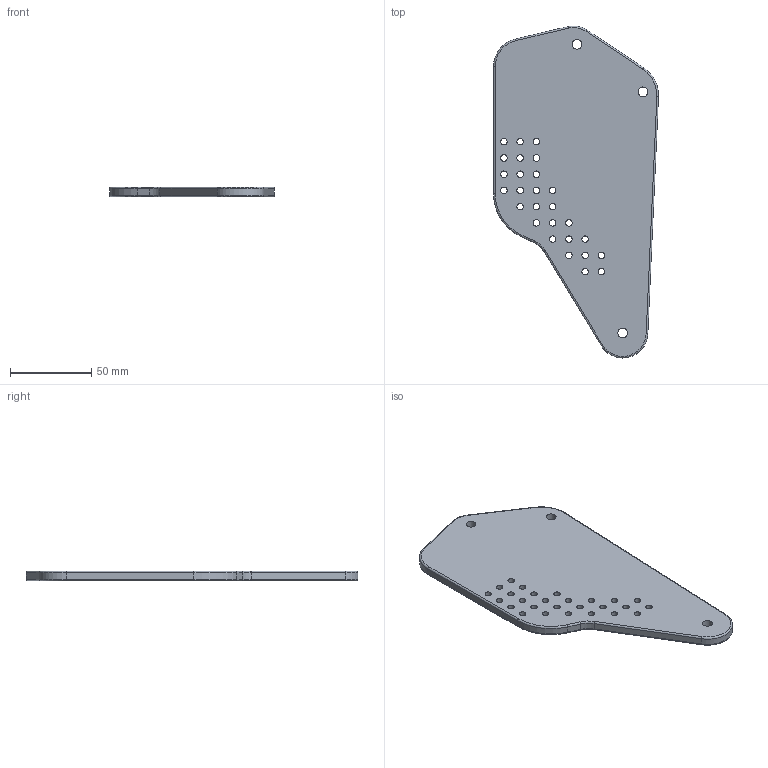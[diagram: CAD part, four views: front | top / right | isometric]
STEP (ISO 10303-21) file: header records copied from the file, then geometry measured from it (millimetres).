
FILE_DESCRIPTION(('FreeCAD Model'),'2;1');
FILE_NAME('Open CASCADE Shape Model','2025-01-23T17:01:09',('Author'),( ''),'Open CASCADE STEP processor 7.8','FreeCAD','Unknown');
FILE_SCHEMA(('AUTOMOTIVE_DESIGN { 1 0 10303 214 1 1 1 1 }'));
Length unit declared in the file: millimetre
Products named in the file (1): Body
Bounding box: 101.58 x 204.41 x 6 mm (x, y, z)
Volume: 89271 mm3; surface area: 34847.4 mm2
Topology: 1 solids, 1 shells, 68 faces, 174 edges, 108 vertices
Faces by surface type: cylinder 48, torus 12, plane 8
Full cylindrical faces by diameter (mm): 4 x27, 6 x3
Entity records: 4528 total; most frequent: CARTESIAN_POINT 759, DIRECTION 758, ORIENTED_EDGE 348, PCURVE 348, DEFINITIONAL_REPRESENTATION 348, LINE 342, VECTOR 342, AXIS2_PLACEMENT_3D 177
